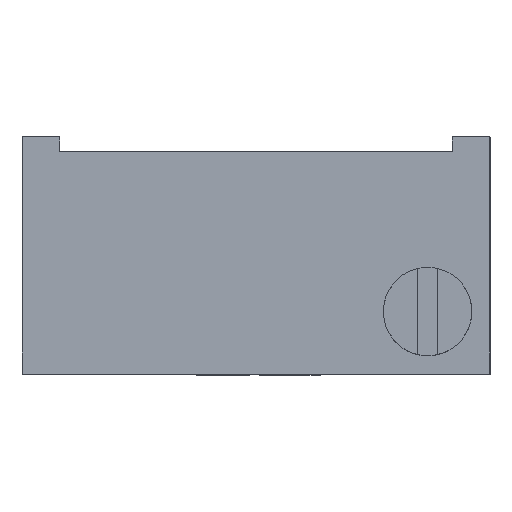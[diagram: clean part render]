
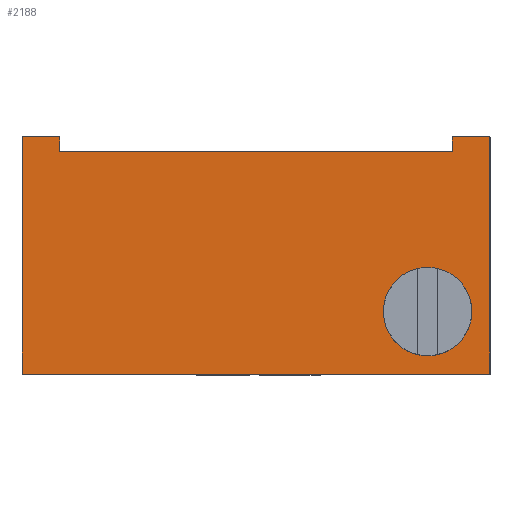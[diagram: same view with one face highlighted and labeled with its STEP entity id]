
A CAD part, top view. The second image highlights one B-rep face of the part: STEP entity #2188.
In plain terms, the highlighted planar face has unit normal (0, 0, 1).
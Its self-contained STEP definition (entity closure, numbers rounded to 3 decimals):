
#86 = EDGE_CURVE ( 'NONE', #4479, #9819, #2217, .T. ) ;
#866 = EDGE_CURVE ( 'NONE', #11390, #1698, #5693, .T. ) ;
#956 = VERTEX_POINT ( 'NONE', #11333 ) ;
#1134 = ORIENTED_EDGE ( 'NONE', *, *, #1889, .F. ) ;
#1429 = LINE ( 'NONE', #11315, #8064 ) ;
#1436 = CIRCLE ( 'NONE', #8593, 0.9 ) ;
#1660 = EDGE_CURVE ( 'NONE', #1698, #11361, #1775, .T. ) ;
#1698 = VERTEX_POINT ( 'NONE', #5694 ) ;
#1775 = LINE ( 'NONE', #10523, #4357 ) ;
#1889 = EDGE_CURVE ( 'NONE', #7309, #9819, #1429, .T. ) ;
#1980 = DIRECTION ( 'NONE',  ( -1., 0., 0. ) ) ;
#2188 = ADVANCED_FACE ( 'NONE', ( #10396, #4473 ), #10530, .F. ) ;
#2217 = LINE ( 'NONE', #7885, #5516 ) ;
#2349 = VECTOR ( 'NONE', #4836, 1000. ) ;
#2590 = EDGE_CURVE ( 'NONE', #11390, #7309, #9128, .T. ) ;
#2605 = DIRECTION ( 'NONE',  ( 0., 0., -1. ) ) ;
#2648 = VERTEX_POINT ( 'NONE', #7100 ) ;
#2909 = EDGE_CURVE ( 'NONE', #2648, #4095, #1436, .T. ) ;
#3154 = AXIS2_PLACEMENT_3D ( 'NONE', #5585, #6425, #7377 ) ;
#3426 = CARTESIAN_POINT ( 'NONE',  ( -4., 2.115, 7.18 ) ) ;
#3638 = CARTESIAN_POINT ( 'NONE',  ( 4.395, -1.145, 7.18 ) ) ;
#3786 = CIRCLE ( 'NONE', #3154, 0.9 ) ;
#3803 = ORIENTED_EDGE ( 'NONE', *, *, #1660, .T. ) ;
#3918 = CARTESIAN_POINT ( 'NONE',  ( 3.495, -1.145, 7.18 ) ) ;
#4095 = VERTEX_POINT ( 'NONE', #3638 ) ;
#4239 = EDGE_CURVE ( 'NONE', #956, #4474, #4987, .T. ) ;
#4357 = VECTOR ( 'NONE', #11708, 1000. ) ;
#4465 = DIRECTION ( 'NONE',  ( 0., 1., 0. ) ) ;
#4473 = FACE_OUTER_BOUND ( 'NONE', #11422, .T. ) ;
#4474 = VERTEX_POINT ( 'NONE', #3426 ) ;
#4479 = VERTEX_POINT ( 'NONE', #10193 ) ;
#4836 = DIRECTION ( 'NONE',  ( 0., 1., 0. ) ) ;
#4987 = LINE ( 'NONE', #7878, #10596 ) ;
#5076 = CARTESIAN_POINT ( 'NONE',  ( -4., 2.115, 7.18 ) ) ;
#5103 = DIRECTION ( 'NONE',  ( -1., 0., 0. ) ) ;
#5516 = VECTOR ( 'NONE', #1980, 1000. ) ;
#5585 = CARTESIAN_POINT ( 'NONE',  ( 3.495, -1.145, 7.18 ) ) ;
#5693 = LINE ( 'NONE', #12207, #6190 ) ;
#5694 = CARTESIAN_POINT ( 'NONE',  ( 4.765, 2.415, 7.18 ) ) ;
#5791 = ORIENTED_EDGE ( 'NONE', *, *, #2590, .F. ) ;
#6142 = EDGE_CURVE ( 'NONE', #11361, #956, #7402, .T. ) ;
#6190 = VECTOR ( 'NONE', #4465, 1000. ) ;
#6425 = DIRECTION ( 'NONE',  ( 0., 0., 1. ) ) ;
#6456 = CARTESIAN_POINT ( 'NONE',  ( 4., 2.115, 7.18 ) ) ;
#6535 = DIRECTION ( 'NONE',  ( 0., 1., 0. ) ) ;
#6614 = DIRECTION ( 'NONE',  ( 0., 1., 0. ) ) ;
#7083 = CARTESIAN_POINT ( 'NONE',  ( 4., 2.415, 7.18 ) ) ;
#7100 = CARTESIAN_POINT ( 'NONE',  ( 2.595, -1.145, 7.18 ) ) ;
#7165 = AXIS2_PLACEMENT_3D ( 'NONE', #12271, #2605, #6535 ) ;
#7309 = VERTEX_POINT ( 'NONE', #9301 ) ;
#7377 = DIRECTION ( 'NONE',  ( 0., 1., 0. ) ) ;
#7402 = LINE ( 'NONE', #6456, #10443 ) ;
#7535 = ORIENTED_EDGE ( 'NONE', *, *, #7633, .F. ) ;
#7633 = EDGE_CURVE ( 'NONE', #4095, #2648, #3786, .T. ) ;
#7878 = CARTESIAN_POINT ( 'NONE',  ( -4., 2.115, 7.18 ) ) ;
#7885 = CARTESIAN_POINT ( 'NONE',  ( -4.765, 2.415, 7.18 ) ) ;
#8064 = VECTOR ( 'NONE', #10366, 1000. ) ;
#8593 = AXIS2_PLACEMENT_3D ( 'NONE', #3918, #12484, #6614 ) ;
#8951 = DIRECTION ( 'NONE',  ( -1., 0., 0. ) ) ;
#9128 = LINE ( 'NONE', #9935, #9596 ) ;
#9301 = CARTESIAN_POINT ( 'NONE',  ( -4.765, -2.415, 7.18 ) ) ;
#9328 = EDGE_CURVE ( 'NONE', #4474, #4479, #10857, .T. ) ;
#9438 = ORIENTED_EDGE ( 'NONE', *, *, #4239, .T. ) ;
#9441 = CARTESIAN_POINT ( 'NONE',  ( -4.765, 2.415, 7.18 ) ) ;
#9596 = VECTOR ( 'NONE', #5103, 1000. ) ;
#9765 = EDGE_LOOP ( 'NONE', ( #11106, #7535 ) ) ;
#9819 = VERTEX_POINT ( 'NONE', #9441 ) ;
#9935 = CARTESIAN_POINT ( 'NONE',  ( -4.765, -2.415, 7.18 ) ) ;
#10193 = CARTESIAN_POINT ( 'NONE',  ( -4., 2.415, 7.18 ) ) ;
#10318 = DIRECTION ( 'NONE',  ( 0., -1., 0. ) ) ;
#10366 = DIRECTION ( 'NONE',  ( 0., 1., 0. ) ) ;
#10396 = FACE_BOUND ( 'NONE', #9765, .T. ) ;
#10443 = VECTOR ( 'NONE', #10318, 1000. ) ;
#10523 = CARTESIAN_POINT ( 'NONE',  ( -4.765, 2.415, 7.18 ) ) ;
#10530 = PLANE ( 'NONE',  #7165 ) ;
#10596 = VECTOR ( 'NONE', #8951, 1000. ) ;
#10805 = ORIENTED_EDGE ( 'NONE', *, *, #6142, .T. ) ;
#10857 = LINE ( 'NONE', #5076, #2349 ) ;
#10869 = ORIENTED_EDGE ( 'NONE', *, *, #9328, .T. ) ;
#11106 = ORIENTED_EDGE ( 'NONE', *, *, #2909, .F. ) ;
#11315 = CARTESIAN_POINT ( 'NONE',  ( -4.765, -2.415, 7.18 ) ) ;
#11333 = CARTESIAN_POINT ( 'NONE',  ( 4., 2.115, 7.18 ) ) ;
#11334 = ORIENTED_EDGE ( 'NONE', *, *, #866, .T. ) ;
#11335 = ORIENTED_EDGE ( 'NONE', *, *, #86, .T. ) ;
#11361 = VERTEX_POINT ( 'NONE', #7083 ) ;
#11390 = VERTEX_POINT ( 'NONE', #12050 ) ;
#11422 = EDGE_LOOP ( 'NONE', ( #3803, #10805, #9438, #10869, #11335, #1134, #5791, #11334 ) ) ;
#11708 = DIRECTION ( 'NONE',  ( -1., 0., 0. ) ) ;
#12050 = CARTESIAN_POINT ( 'NONE',  ( 4.765, -2.415, 7.18 ) ) ;
#12207 = CARTESIAN_POINT ( 'NONE',  ( 4.765, -2.415, 7.18 ) ) ;
#12271 = CARTESIAN_POINT ( 'NONE',  ( -4.765, -2.415, 7.18 ) ) ;
#12484 = DIRECTION ( 'NONE',  ( 0., 0., 1. ) ) ;
